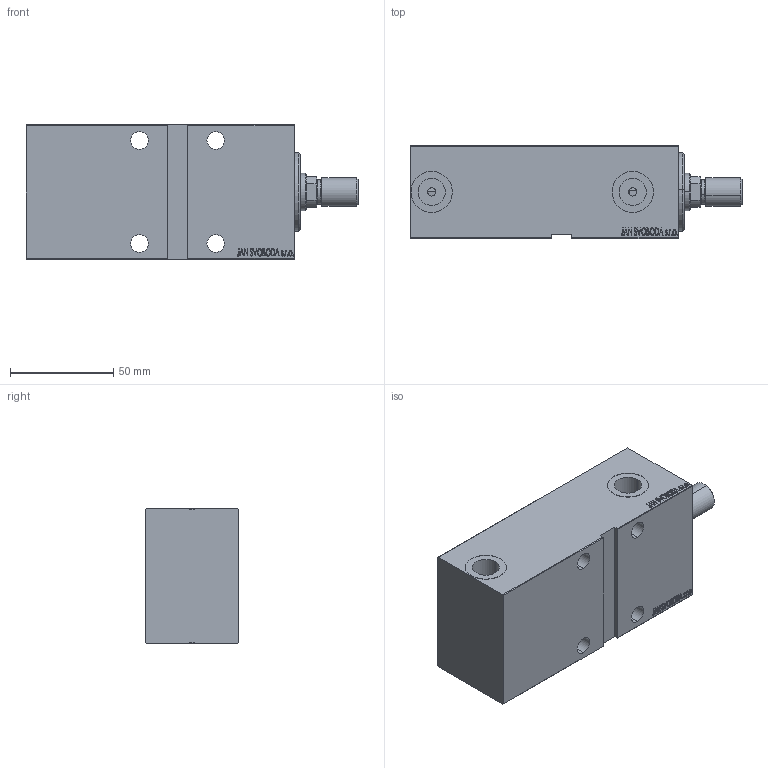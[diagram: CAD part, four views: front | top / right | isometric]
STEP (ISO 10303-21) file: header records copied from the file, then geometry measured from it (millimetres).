
FILE_DESCRIPTION (( 'STEP AP203' ), '1' );
FILE_NAME ('fa6d.STEP', '2021-03-19T10:05:47', ( '' ), ( '' ), 'SwSTEP 2.0', 'SolidWorks 2019', '' );
FILE_SCHEMA (( 'CONFIG_CONTROL_DESIGN' ));
Length unit declared in the file: millimetre
Products named in the file (5): V450CM_MALE_METRIC a711a271eb1fdf677eb2ef0f8fff3f4c; V450CM_G a711a271eb1fdf677eb2ef0f8fff3f4c; V450CM_G_VCP a711a271eb1fdf677eb2ef0f8fff3f4c; V450CM_VC_G a711a271eb1fdf677eb2ef0f8fff3f4c; fa6d
Assembly tree (4 placements, depth 2):
  fa6d
    V450CM_G a711a271eb1fdf677eb2ef0f8fff3f4c
    V450CM_G_VCP a711a271eb1fdf677eb2ef0f8fff3f4c
    V450CM_VC_G a711a271eb1fdf677eb2ef0f8fff3f4c
    V450CM_MALE_METRIC a711a271eb1fdf677eb2ef0f8fff3f4c
Bounding box: 161 x 45 x 65 mm (x, y, z)
Volume: 345170.9 mm3; surface area: 68436.6 mm2
Topology: 4 solids, 4 shells, 890 faces, 2280 edges, 1509 vertices
Faces by surface type: plane 420, bspline 380, cylinder 72, cone 16, torus 2
Entity records: 44421 total; most frequent: CARTESIAN_POINT 24758, ORIENTED_EDGE 4556, DIRECTION 2690, EDGE_CURVE 2278, VERTEX_POINT 1509, VECTOR 1340, LINE 1340, EDGE_LOOP 1021
